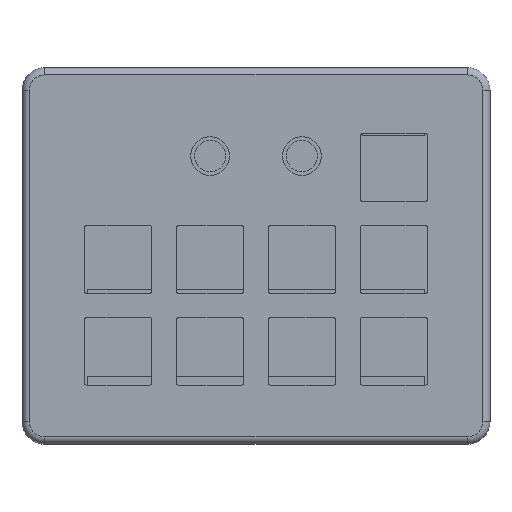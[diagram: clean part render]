
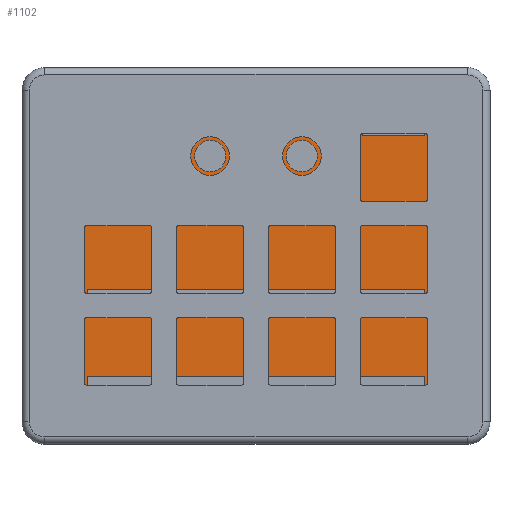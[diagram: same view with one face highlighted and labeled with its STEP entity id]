
A CAD part, top view. The second image highlights one B-rep face of the part: STEP entity #1102.
In plain terms, the highlighted planar face has unit normal (0, 0, 1).
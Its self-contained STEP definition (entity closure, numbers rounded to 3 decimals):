
#821 = VERTEX_POINT('',#822);
#822 = CARTESIAN_POINT('',(36.435,31.,-2.));
#844 = VERTEX_POINT('',#845);
#845 = CARTESIAN_POINT('',(-40.5,31.,-2.));
#851 = EDGE_CURVE('',#821,#844,#852,.T.);
#852 = LINE('',#853,#854);
#853 = CARTESIAN_POINT('',(40.5,31.,-2.));
#854 = VECTOR('',#855,1.);
#855 = DIRECTION('',(-1.,0.,0.));
#865 = EDGE_CURVE('',#844,#866,#868,.T.);
#866 = VERTEX_POINT('',#867);
#867 = CARTESIAN_POINT('',(-40.5,-26.955,-2.));
#868 = LINE('',#869,#870);
#869 = CARTESIAN_POINT('',(-40.5,31.,-2.));
#870 = VECTOR('',#871,1.);
#871 = DIRECTION('',(0.,-1.,0.));
#923 = VERTEX_POINT('',#924);
#924 = CARTESIAN_POINT('',(-36.294,-31.,-2.));
#933 = VERTEX_POINT('',#934);
#934 = CARTESIAN_POINT('',(40.5,-31.,-2.));
#940 = EDGE_CURVE('',#923,#933,#941,.T.);
#941 = LINE('',#942,#943);
#942 = CARTESIAN_POINT('',(-40.5,-31.,-2.));
#943 = VECTOR('',#944,1.);
#944 = DIRECTION('',(1.,0.,0.));
#954 = EDGE_CURVE('',#933,#955,#957,.T.);
#955 = VERTEX_POINT('',#956);
#956 = CARTESIAN_POINT('',(40.5,26.805,-2.));
#957 = LINE('',#958,#959);
#958 = CARTESIAN_POINT('',(40.5,-31.,-2.));
#959 = VECTOR('',#960,1.);
#960 = DIRECTION('',(0.,1.,0.));
#1090 = EDGE_CURVE('',#821,#955,#1091,.T.);
#1091 = CIRCLE('',#1092,3.);
#1092 = AXIS2_PLACEMENT_3D('',#1093,#1094,#1095);
#1093 = CARTESIAN_POINT('',(38.96,29.38,-2.));
#1094 = DIRECTION('',(0.,0.,1.));
#1095 = DIRECTION('',(1.,0.,0.));
#1102 = ADVANCED_FACE('',(#1103,#1126,#1160,#1194,#1205,#1281,#1292),
  #1326,.T.);
#1103 = FACE_BOUND('',#1104,.T.);
#1104 = EDGE_LOOP('',(#1105,#1106,#1107,#1108,#1117,#1124,#1125));
#1105 = ORIENTED_EDGE('',*,*,#1090,.F.);
#1106 = ORIENTED_EDGE('',*,*,#851,.T.);
#1107 = ORIENTED_EDGE('',*,*,#865,.T.);
#1108 = ORIENTED_EDGE('',*,*,#1109,.F.);
#1109 = EDGE_CURVE('',#1110,#866,#1112,.T.);
#1110 = VERTEX_POINT('',#1111);
#1111 = CARTESIAN_POINT('',(-35.88,-29.48,-2.));
#1112 = CIRCLE('',#1113,3.);
#1113 = AXIS2_PLACEMENT_3D('',#1114,#1115,#1116);
#1114 = CARTESIAN_POINT('',(-38.88,-29.48,-2.));
#1115 = DIRECTION('',(0.,0.,1.));
#1116 = DIRECTION('',(1.,0.,0.));
#1117 = ORIENTED_EDGE('',*,*,#1118,.F.);
#1118 = EDGE_CURVE('',#923,#1110,#1119,.T.);
#1119 = CIRCLE('',#1120,3.);
#1120 = AXIS2_PLACEMENT_3D('',#1121,#1122,#1123);
#1121 = CARTESIAN_POINT('',(-38.88,-29.48,-2.));
#1122 = DIRECTION('',(0.,0.,1.));
#1123 = DIRECTION('',(1.,0.,0.));
#1124 = ORIENTED_EDGE('',*,*,#940,.T.);
#1125 = ORIENTED_EDGE('',*,*,#954,.T.);
#1126 = FACE_BOUND('',#1127,.T.);
#1127 = EDGE_LOOP('',(#1128,#1138,#1146,#1154));
#1128 = ORIENTED_EDGE('',*,*,#1129,.F.);
#1129 = EDGE_CURVE('',#1130,#1132,#1134,.T.);
#1130 = VERTEX_POINT('',#1131);
#1131 = CARTESIAN_POINT('',(-35.,-29.,-2.));
#1132 = VERTEX_POINT('',#1133);
#1133 = CARTESIAN_POINT('',(35.,-29.,-2.));
#1134 = LINE('',#1135,#1136);
#1135 = CARTESIAN_POINT('',(-35.,-29.,-2.));
#1136 = VECTOR('',#1137,1.);
#1137 = DIRECTION('',(1.,0.,0.));
#1138 = ORIENTED_EDGE('',*,*,#1139,.F.);
#1139 = EDGE_CURVE('',#1140,#1130,#1142,.T.);
#1140 = VERTEX_POINT('',#1141);
#1141 = CARTESIAN_POINT('',(-35.,-25.,-2.));
#1142 = LINE('',#1143,#1144);
#1143 = CARTESIAN_POINT('',(-35.,-25.,-2.));
#1144 = VECTOR('',#1145,1.);
#1145 = DIRECTION('',(0.,-1.,0.));
#1146 = ORIENTED_EDGE('',*,*,#1147,.F.);
#1147 = EDGE_CURVE('',#1148,#1140,#1150,.T.);
#1148 = VERTEX_POINT('',#1149);
#1149 = CARTESIAN_POINT('',(35.,-25.,-2.));
#1150 = LINE('',#1151,#1152);
#1151 = CARTESIAN_POINT('',(35.,-25.,-2.));
#1152 = VECTOR('',#1153,1.);
#1153 = DIRECTION('',(-1.,0.,0.));
#1154 = ORIENTED_EDGE('',*,*,#1155,.F.);
#1155 = EDGE_CURVE('',#1132,#1148,#1156,.T.);
#1156 = LINE('',#1157,#1158);
#1157 = CARTESIAN_POINT('',(35.,-29.,-2.));
#1158 = VECTOR('',#1159,1.);
#1159 = DIRECTION('',(0.,1.,0.));
#1160 = FACE_BOUND('',#1161,.T.);
#1161 = EDGE_LOOP('',(#1162,#1172,#1180,#1188));
#1162 = ORIENTED_EDGE('',*,*,#1163,.F.);
#1163 = EDGE_CURVE('',#1164,#1166,#1168,.T.);
#1164 = VERTEX_POINT('',#1165);
#1165 = CARTESIAN_POINT('',(-35.,-11.,-2.));
#1166 = VERTEX_POINT('',#1167);
#1167 = CARTESIAN_POINT('',(35.,-11.,-2.));
#1168 = LINE('',#1169,#1170);
#1169 = CARTESIAN_POINT('',(-35.,-11.,-2.));
#1170 = VECTOR('',#1171,1.);
#1171 = DIRECTION('',(1.,0.,0.));
#1172 = ORIENTED_EDGE('',*,*,#1173,.F.);
#1173 = EDGE_CURVE('',#1174,#1164,#1176,.T.);
#1174 = VERTEX_POINT('',#1175);
#1175 = CARTESIAN_POINT('',(-35.,-7.,-2.));
#1176 = LINE('',#1177,#1178);
#1177 = CARTESIAN_POINT('',(-35.,-7.,-2.));
#1178 = VECTOR('',#1179,1.);
#1179 = DIRECTION('',(0.,-1.,0.));
#1180 = ORIENTED_EDGE('',*,*,#1181,.F.);
#1181 = EDGE_CURVE('',#1182,#1174,#1184,.T.);
#1182 = VERTEX_POINT('',#1183);
#1183 = CARTESIAN_POINT('',(35.,-7.,-2.));
#1184 = LINE('',#1185,#1186);
#1185 = CARTESIAN_POINT('',(35.,-7.,-2.));
#1186 = VECTOR('',#1187,1.);
#1187 = DIRECTION('',(-1.,0.,0.));
#1188 = ORIENTED_EDGE('',*,*,#1189,.F.);
#1189 = EDGE_CURVE('',#1166,#1182,#1190,.T.);
#1190 = LINE('',#1191,#1192);
#1191 = CARTESIAN_POINT('',(35.,-11.,-2.));
#1192 = VECTOR('',#1193,1.);
#1193 = DIRECTION('',(0.,1.,0.));
#1194 = FACE_BOUND('',#1195,.T.);
#1195 = EDGE_LOOP('',(#1196));
#1196 = ORIENTED_EDGE('',*,*,#1197,.F.);
#1197 = EDGE_CURVE('',#1198,#1198,#1200,.T.);
#1198 = VERTEX_POINT('',#1199);
#1199 = CARTESIAN_POINT('',(-6.25,20.725,-2.));
#1200 = CIRCLE('',#1201,3.25);
#1201 = AXIS2_PLACEMENT_3D('',#1202,#1203,#1204);
#1202 = CARTESIAN_POINT('',(-9.5,20.725,-2.));
#1203 = DIRECTION('',(0.,0.,1.));
#1204 = DIRECTION('',(1.,0.,0.));
#1205 = FACE_BOUND('',#1206,.T.);
#1206 = EDGE_LOOP('',(#1207,#1217,#1225,#1233,#1242,#1251,#1259,#1267,
    #1275));
#1207 = ORIENTED_EDGE('',*,*,#1208,.F.);
#1208 = EDGE_CURVE('',#1209,#1211,#1213,.T.);
#1209 = VERTEX_POINT('',#1210);
#1210 = CARTESIAN_POINT('',(-35.,7.,-2.));
#1211 = VERTEX_POINT('',#1212);
#1212 = CARTESIAN_POINT('',(35.,7.,-2.));
#1213 = LINE('',#1214,#1215);
#1214 = CARTESIAN_POINT('',(-35.,7.,-2.));
#1215 = VECTOR('',#1216,1.);
#1216 = DIRECTION('',(1.,0.,0.));
#1217 = ORIENTED_EDGE('',*,*,#1218,.T.);
#1218 = EDGE_CURVE('',#1209,#1219,#1221,.T.);
#1219 = VERTEX_POINT('',#1220);
#1220 = CARTESIAN_POINT('',(-35.,10.,-2.));
#1221 = LINE('',#1222,#1223);
#1222 = CARTESIAN_POINT('',(-35.,7.,-2.));
#1223 = VECTOR('',#1224,1.);
#1224 = DIRECTION('',(0.,1.,0.));
#1225 = ORIENTED_EDGE('',*,*,#1226,.T.);
#1226 = EDGE_CURVE('',#1219,#1227,#1229,.T.);
#1227 = VERTEX_POINT('',#1228);
#1228 = CARTESIAN_POINT('',(-18.049,10.,-2.));
#1229 = LINE('',#1230,#1231);
#1230 = CARTESIAN_POINT('',(-35.,10.,-2.));
#1231 = VECTOR('',#1232,1.);
#1232 = DIRECTION('',(1.,0.,0.));
#1233 = ORIENTED_EDGE('',*,*,#1234,.F.);
#1234 = EDGE_CURVE('',#1235,#1227,#1237,.T.);
#1235 = VERTEX_POINT('',#1236);
#1236 = CARTESIAN_POINT('',(-12.05,10.08,-2.));
#1237 = CIRCLE('',#1238,3.);
#1238 = AXIS2_PLACEMENT_3D('',#1239,#1240,#1241);
#1239 = CARTESIAN_POINT('',(-15.05,10.08,-2.));
#1240 = DIRECTION('',(0.,0.,1.));
#1241 = DIRECTION('',(1.,0.,0.));
#1242 = ORIENTED_EDGE('',*,*,#1243,.F.);
#1243 = EDGE_CURVE('',#1244,#1235,#1246,.T.);
#1244 = VERTEX_POINT('',#1245);
#1245 = CARTESIAN_POINT('',(-12.051,10.,-2.));
#1246 = CIRCLE('',#1247,3.);
#1247 = AXIS2_PLACEMENT_3D('',#1248,#1249,#1250);
#1248 = CARTESIAN_POINT('',(-15.05,10.08,-2.));
#1249 = DIRECTION('',(0.,0.,1.));
#1250 = DIRECTION('',(1.,0.,0.));
#1251 = ORIENTED_EDGE('',*,*,#1252,.T.);
#1252 = EDGE_CURVE('',#1244,#1253,#1255,.T.);
#1253 = VERTEX_POINT('',#1254);
#1254 = CARTESIAN_POINT('',(22.,10.,-2.));
#1255 = LINE('',#1256,#1257);
#1256 = CARTESIAN_POINT('',(-35.,10.,-2.));
#1257 = VECTOR('',#1258,1.);
#1258 = DIRECTION('',(1.,0.,0.));
#1259 = ORIENTED_EDGE('',*,*,#1260,.T.);
#1260 = EDGE_CURVE('',#1253,#1261,#1263,.T.);
#1261 = VERTEX_POINT('',#1262);
#1262 = CARTESIAN_POINT('',(22.,11.,-2.));
#1263 = LINE('',#1264,#1265);
#1264 = CARTESIAN_POINT('',(22.,10.,-2.));
#1265 = VECTOR('',#1266,1.);
#1266 = DIRECTION('',(0.,1.,0.));
#1267 = ORIENTED_EDGE('',*,*,#1268,.T.);
#1268 = EDGE_CURVE('',#1261,#1269,#1271,.T.);
#1269 = VERTEX_POINT('',#1270);
#1270 = CARTESIAN_POINT('',(35.,11.,-2.));
#1271 = LINE('',#1272,#1273);
#1272 = CARTESIAN_POINT('',(22.,11.,-2.));
#1273 = VECTOR('',#1274,1.);
#1274 = DIRECTION('',(1.,0.,0.));
#1275 = ORIENTED_EDGE('',*,*,#1276,.F.);
#1276 = EDGE_CURVE('',#1211,#1269,#1277,.T.);
#1277 = LINE('',#1278,#1279);
#1278 = CARTESIAN_POINT('',(35.,7.,-2.));
#1279 = VECTOR('',#1280,1.);
#1280 = DIRECTION('',(0.,1.,0.));
#1281 = FACE_BOUND('',#1282,.T.);
#1282 = EDGE_LOOP('',(#1283));
#1283 = ORIENTED_EDGE('',*,*,#1284,.F.);
#1284 = EDGE_CURVE('',#1285,#1285,#1287,.T.);
#1285 = VERTEX_POINT('',#1286);
#1286 = CARTESIAN_POINT('',(12.75,20.725,-2.));
#1287 = CIRCLE('',#1288,3.25);
#1288 = AXIS2_PLACEMENT_3D('',#1289,#1290,#1291);
#1289 = CARTESIAN_POINT('',(9.5,20.725,-2.));
#1290 = DIRECTION('',(0.,0.,1.));
#1291 = DIRECTION('',(1.,0.,0.));
#1292 = FACE_BOUND('',#1293,.T.);
#1293 = EDGE_LOOP('',(#1294,#1304,#1312,#1320));
#1294 = ORIENTED_EDGE('',*,*,#1295,.F.);
#1295 = EDGE_CURVE('',#1296,#1298,#1300,.T.);
#1296 = VERTEX_POINT('',#1297);
#1297 = CARTESIAN_POINT('',(22.,29.,-2.));
#1298 = VERTEX_POINT('',#1299);
#1299 = CARTESIAN_POINT('',(22.,25.,-2.));
#1300 = LINE('',#1301,#1302);
#1301 = CARTESIAN_POINT('',(22.,29.,-2.));
#1302 = VECTOR('',#1303,1.);
#1303 = DIRECTION('',(0.,-1.,0.));
#1304 = ORIENTED_EDGE('',*,*,#1305,.F.);
#1305 = EDGE_CURVE('',#1306,#1296,#1308,.T.);
#1306 = VERTEX_POINT('',#1307);
#1307 = CARTESIAN_POINT('',(35.,29.,-2.));
#1308 = LINE('',#1309,#1310);
#1309 = CARTESIAN_POINT('',(35.,29.,-2.));
#1310 = VECTOR('',#1311,1.);
#1311 = DIRECTION('',(-1.,0.,0.));
#1312 = ORIENTED_EDGE('',*,*,#1313,.F.);
#1313 = EDGE_CURVE('',#1314,#1306,#1316,.T.);
#1314 = VERTEX_POINT('',#1315);
#1315 = CARTESIAN_POINT('',(35.,25.,-2.));
#1316 = LINE('',#1317,#1318);
#1317 = CARTESIAN_POINT('',(35.,25.,-2.));
#1318 = VECTOR('',#1319,1.);
#1319 = DIRECTION('',(0.,1.,0.));
#1320 = ORIENTED_EDGE('',*,*,#1321,.F.);
#1321 = EDGE_CURVE('',#1298,#1314,#1322,.T.);
#1322 = LINE('',#1323,#1324);
#1323 = CARTESIAN_POINT('',(22.,25.,-2.));
#1324 = VECTOR('',#1325,1.);
#1325 = DIRECTION('',(1.,0.,0.));
#1326 = PLANE('',#1327);
#1327 = AXIS2_PLACEMENT_3D('',#1328,#1329,#1330);
#1328 = CARTESIAN_POINT('',(0.,0.,-2.));
#1329 = DIRECTION('',(0.,0.,1.));
#1330 = DIRECTION('',(1.,0.,0.));
